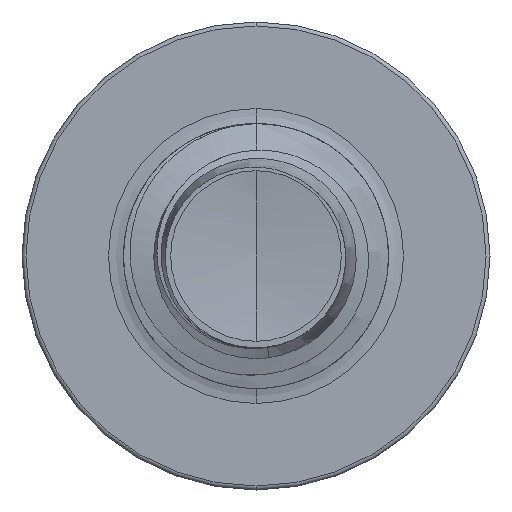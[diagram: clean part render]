
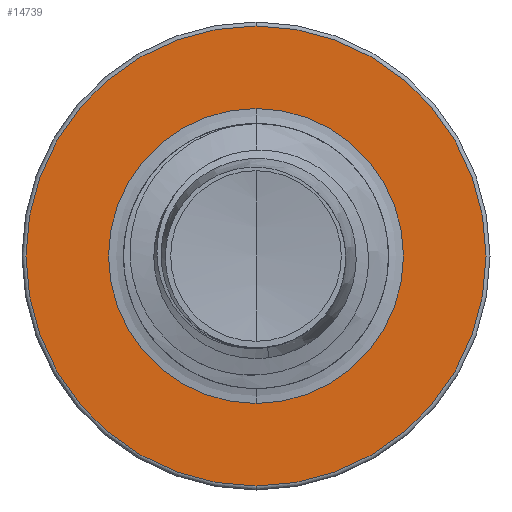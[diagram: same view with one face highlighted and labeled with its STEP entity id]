
A CAD part, front view. The second image highlights one B-rep face of the part: STEP entity #14739.
In plain terms, the highlighted planar face has unit normal (0, -1, 0).
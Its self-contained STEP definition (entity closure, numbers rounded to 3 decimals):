
#131 = VERTEX_POINT ( 'NONE', #1498 ) ;
#531 = EDGE_CURVE ( 'NONE', #21357, #18637, #4213, .T. ) ;
#1498 = CARTESIAN_POINT ( 'NONE',  ( 0., 10., 2.605 ) ) ;
#2947 = CARTESIAN_POINT ( 'NONE',  ( 0., 10., 0. ) ) ;
#3012 = VERTEX_POINT ( 'NONE', #11093 ) ;
#4213 = CIRCLE ( 'NONE', #12201, 1.67 ) ;
#4607 = CARTESIAN_POINT ( 'NONE',  ( 0., 10., -1.67 ) ) ;
#4877 = DIRECTION ( 'NONE',  ( 0., 0., 1. ) ) ;
#6247 = PLANE ( 'NONE',  #9522 ) ;
#6253 = DIRECTION ( 'NONE',  ( 0., 1., 0. ) ) ;
#7001 = CARTESIAN_POINT ( 'NONE',  ( 0., 10., 0. ) ) ;
#8319 = DIRECTION ( 'NONE',  ( 0., 0., 1. ) ) ;
#8601 = CARTESIAN_POINT ( 'NONE',  ( 0., 10., 0. ) ) ;
#9522 = AXIS2_PLACEMENT_3D ( 'NONE', #4607, #17761, #8319 ) ;
#9690 = AXIS2_PLACEMENT_3D ( 'NONE', #2947, #14981, #4877 ) ;
#9816 = AXIS2_PLACEMENT_3D ( 'NONE', #16113, #6253, #17595 ) ;
#9834 = CIRCLE ( 'NONE', #9816, 2.605 ) ;
#10340 = DIRECTION ( 'NONE',  ( 0., 0., 1. ) ) ;
#11093 = CARTESIAN_POINT ( 'NONE',  ( 0., 10., -2.605 ) ) ;
#11574 = EDGE_CURVE ( 'NONE', #18637, #21357, #16227, .T. ) ;
#12071 = DIRECTION ( 'NONE',  ( 0., 0., 1. ) ) ;
#12201 = AXIS2_PLACEMENT_3D ( 'NONE', #7001, #13363, #12071 ) ;
#12729 = ORIENTED_EDGE ( 'NONE', *, *, #18107, .F. ) ;
#13363 = DIRECTION ( 'NONE',  ( 0., 1., 0. ) ) ;
#13903 = ORIENTED_EDGE ( 'NONE', *, *, #11574, .T. ) ;
#14325 = ORIENTED_EDGE ( 'NONE', *, *, #21270, .F. ) ;
#14739 = ADVANCED_FACE ( 'NONE', ( #16656, #20735 ), #6247, .F. ) ;
#14981 = DIRECTION ( 'NONE',  ( 0., 1., 0. ) ) ;
#15344 = EDGE_LOOP ( 'NONE', ( #21884, #13903 ) ) ;
#16113 = CARTESIAN_POINT ( 'NONE',  ( 0., 10., 0. ) ) ;
#16227 = CIRCLE ( 'NONE', #21075, 1.67 ) ;
#16656 = FACE_OUTER_BOUND ( 'NONE', #20598, .T. ) ;
#17595 = DIRECTION ( 'NONE',  ( 0., 0., 1. ) ) ;
#17761 = DIRECTION ( 'NONE',  ( 0., 1., 0. ) ) ;
#18107 = EDGE_CURVE ( 'NONE', #131, #3012, #9834, .T. ) ;
#18449 = CIRCLE ( 'NONE', #9690, 2.605 ) ;
#18637 = VERTEX_POINT ( 'NONE', #20026 ) ;
#19465 = CARTESIAN_POINT ( 'NONE',  ( 0., 10., 1.67 ) ) ;
#19496 = DIRECTION ( 'NONE',  ( 0., 1., 0. ) ) ;
#20026 = CARTESIAN_POINT ( 'NONE',  ( 0., 10., -1.67 ) ) ;
#20598 = EDGE_LOOP ( 'NONE', ( #12729, #14325 ) ) ;
#20735 = FACE_BOUND ( 'NONE', #15344, .T. ) ;
#21075 = AXIS2_PLACEMENT_3D ( 'NONE', #8601, #19496, #10340 ) ;
#21270 = EDGE_CURVE ( 'NONE', #3012, #131, #18449, .T. ) ;
#21357 = VERTEX_POINT ( 'NONE', #19465 ) ;
#21884 = ORIENTED_EDGE ( 'NONE', *, *, #531, .T. ) ;
